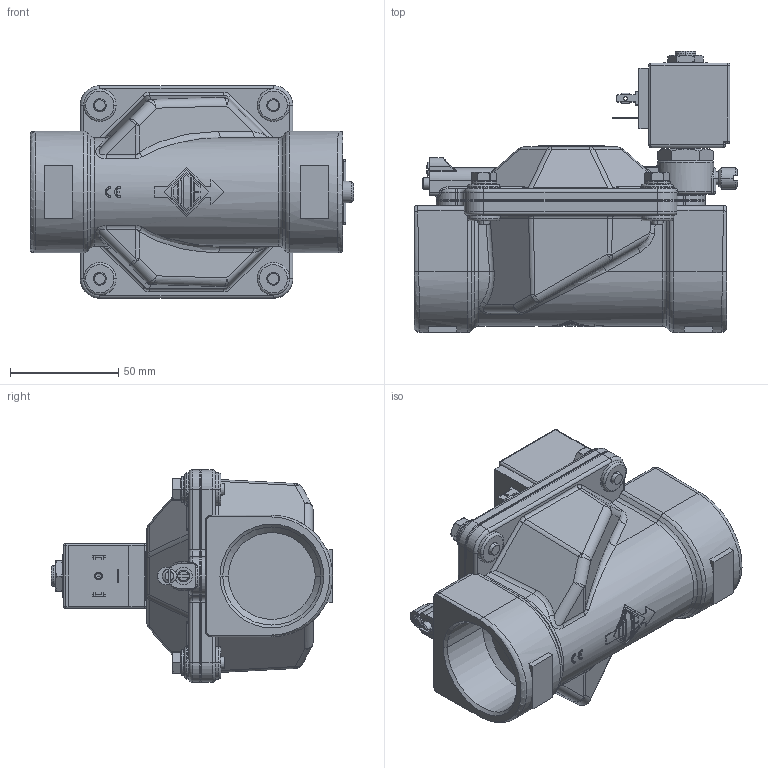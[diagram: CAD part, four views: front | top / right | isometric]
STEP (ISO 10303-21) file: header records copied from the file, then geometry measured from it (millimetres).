
FILE_DESCRIPTION((''),'2;1');
FILE_NAME('21W6KB400_MR_BDA_INGOMBRO_ASM','2009-07-21T',('romeri'),('O.D.E.'),'PRO/ENGINEER BY PARAMETRIC TECHNOLOGY CORPORATION, 2005450','PRO/ENGINEER BY PARAMETRIC TECHNOLOGY CORPORATION, 2005450','');
FILE_SCHEMA(('CONFIG_CONTROL_DESIGN'));
Length unit declared in the file: millimetre
Products named in the file (12): 4500W6_INGOMBRO; 450465_INGOMBRO; 450603_INGOMBRO; 451772_INGOMBRO; 450728_INGOMBRO; 450215_INGOMBRO; ROSETTE_UNI_1751_M6; VITE_T_ESAGONALE_ISO_4_M6X20; BOBINA_8_W_INGOMBRO; 450145; 450146; 21W6KB400_MR_BDA_INGOMBRO_ASM
Assembly tree (17 placements, depth 2):
  21W6KB400_MR_BDA_INGOMBRO_ASM
    4500W6_INGOMBRO
    450465_INGOMBRO
    450603_INGOMBRO
    451772_INGOMBRO
    450728_INGOMBRO
    450215_INGOMBRO
    ROSETTE_UNI_1751_M6  x4
    VITE_T_ESAGONALE_ISO_4_M6X20  x4
    BOBINA_8_W_INGOMBRO
    450145
    450146
Bounding box: 149 x 129.6 x 98 mm (x, y, z)
Volume: 600421.9 mm3; surface area: 108441.9 mm2
Topology: 17 solids, 23 shells, 1323 faces, 3068 edges, 1825 vertices
Faces by surface type: plane 421, cylinder 413, bspline 204, torus 164, cone 97, sphere 24
Entity records: 47594 total; most frequent: CARTESIAN_POINT 12130, ORIENTED_EDGE 5006, DIRECTION 4859, EDGE_CURVE 2504, PRESENTATION_STYLE_ASSIGNMENT 2064, AXIS2_PLACEMENT_3D 1880, STYLED_ITEM 1697, VERTEX_POINT 1501
